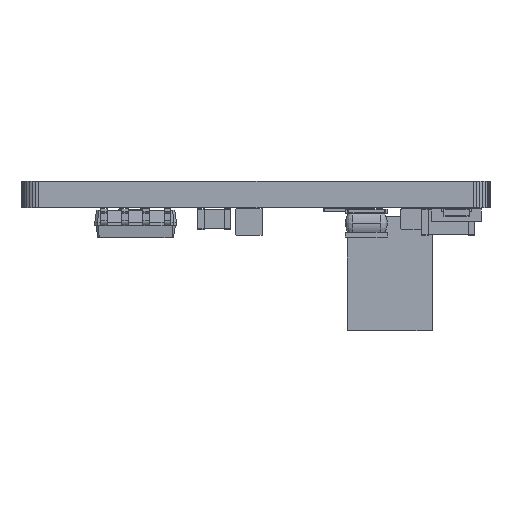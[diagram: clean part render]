
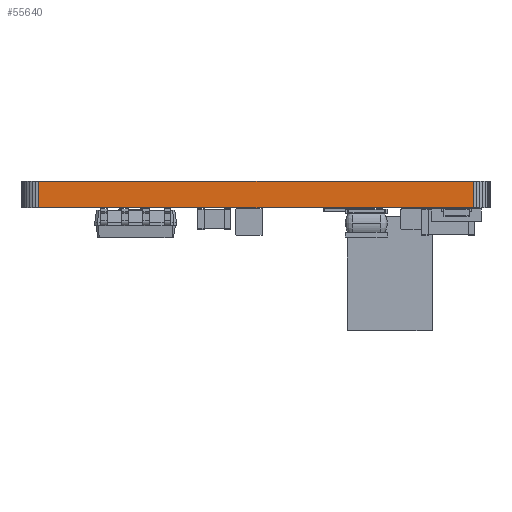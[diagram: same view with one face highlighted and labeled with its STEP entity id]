
A CAD part, left-side view. The second image highlights one B-rep face of the part: STEP entity #55640.
In plain terms, the highlighted planar face has unit normal (-1, 0, 0).
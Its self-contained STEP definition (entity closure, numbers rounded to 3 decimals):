
#49274 = PLANE('',#49275);
#49275 = AXIS2_PLACEMENT_3D('',#49276,#49277,#49278);
#49276 = CARTESIAN_POINT('',(4.,0.,1.58));
#49277 = DIRECTION('',(-0.,-0.,-1.));
#49278 = DIRECTION('',(-1.,0.,0.));
#49328 = PLANE('',#49329);
#49329 = AXIS2_PLACEMENT_3D('',#49330,#49331,#49332);
#49330 = CARTESIAN_POINT('',(4.,0.,0.));
#49331 = DIRECTION('',(-0.,-0.,-1.));
#49332 = DIRECTION('',(-1.,0.,0.));
#50109 = VERTEX_POINT('',#50110);
#50110 = CARTESIAN_POINT('',(-14.,-13.,0.));
#50124 = PLANE('',#50125);
#50125 = AXIS2_PLACEMENT_3D('',#50126,#50127,#50128);
#50126 = CARTESIAN_POINT('',(-13.981,-13.195,0.));
#50127 = DIRECTION('',(-0.995,-0.098,0.));
#50128 = DIRECTION('',(-0.098,0.995,0.));
#50136 = EDGE_CURVE('',#50109,#50137,#50139,.T.);
#50137 = VERTEX_POINT('',#50138);
#50138 = CARTESIAN_POINT('',(-14.,13.,0.));
#50139 = SURFACE_CURVE('',#50140,(#50144,#50151),.PCURVE_S1.);
#50140 = LINE('',#50141,#50142);
#50141 = CARTESIAN_POINT('',(-14.,-13.,0.));
#50142 = VECTOR('',#50143,1.);
#50143 = DIRECTION('',(0.,1.,0.));
#50144 = PCURVE('',#49328,#50145);
#50145 = DEFINITIONAL_REPRESENTATION('',(#50146),#50150);
#50146 = LINE('',#50147,#50148);
#50147 = CARTESIAN_POINT('',(18.,-13.));
#50148 = VECTOR('',#50149,1.);
#50149 = DIRECTION('',(0.,1.));
#50150 = ( GEOMETRIC_REPRESENTATION_CONTEXT(2) 
PARAMETRIC_REPRESENTATION_CONTEXT() REPRESENTATION_CONTEXT('2D SPACE',''
  ) );
#50151 = PCURVE('',#50152,#50157);
#50152 = PLANE('',#50153);
#50153 = AXIS2_PLACEMENT_3D('',#50154,#50155,#50156);
#50154 = CARTESIAN_POINT('',(-14.,-13.,0.));
#50155 = DIRECTION('',(-1.,0.,0.));
#50156 = DIRECTION('',(0.,1.,0.));
#50157 = DEFINITIONAL_REPRESENTATION('',(#50158),#50162);
#50158 = LINE('',#50159,#50160);
#50159 = CARTESIAN_POINT('',(0.,0.));
#50160 = VECTOR('',#50161,1.);
#50161 = DIRECTION('',(1.,0.));
#50162 = ( GEOMETRIC_REPRESENTATION_CONTEXT(2) 
PARAMETRIC_REPRESENTATION_CONTEXT() REPRESENTATION_CONTEXT('2D SPACE',''
  ) );
#50180 = PLANE('',#50181);
#50181 = AXIS2_PLACEMENT_3D('',#50182,#50183,#50184);
#50182 = CARTESIAN_POINT('',(-14.,13.,0.));
#50183 = DIRECTION('',(-0.995,0.098,0.));
#50184 = DIRECTION('',(0.098,0.995,0.));
#53108 = VERTEX_POINT('',#53109);
#53109 = CARTESIAN_POINT('',(-14.,-13.,1.58));
#53130 = EDGE_CURVE('',#53108,#53131,#53133,.T.);
#53131 = VERTEX_POINT('',#53132);
#53132 = CARTESIAN_POINT('',(-14.,13.,1.58));
#53133 = SURFACE_CURVE('',#53134,(#53138,#53145),.PCURVE_S1.);
#53134 = LINE('',#53135,#53136);
#53135 = CARTESIAN_POINT('',(-14.,-13.,1.58));
#53136 = VECTOR('',#53137,1.);
#53137 = DIRECTION('',(0.,1.,0.));
#53138 = PCURVE('',#49274,#53139);
#53139 = DEFINITIONAL_REPRESENTATION('',(#53140),#53144);
#53140 = LINE('',#53141,#53142);
#53141 = CARTESIAN_POINT('',(18.,-13.));
#53142 = VECTOR('',#53143,1.);
#53143 = DIRECTION('',(0.,1.));
#53144 = ( GEOMETRIC_REPRESENTATION_CONTEXT(2) 
PARAMETRIC_REPRESENTATION_CONTEXT() REPRESENTATION_CONTEXT('2D SPACE',''
  ) );
#53145 = PCURVE('',#50152,#53146);
#53146 = DEFINITIONAL_REPRESENTATION('',(#53147),#53151);
#53147 = LINE('',#53148,#53149);
#53148 = CARTESIAN_POINT('',(0.,-1.58));
#53149 = VECTOR('',#53150,1.);
#53150 = DIRECTION('',(1.,0.));
#53151 = ( GEOMETRIC_REPRESENTATION_CONTEXT(2) 
PARAMETRIC_REPRESENTATION_CONTEXT() REPRESENTATION_CONTEXT('2D SPACE',''
  ) );
#55590 = EDGE_CURVE('',#50137,#53131,#55591,.T.);
#55591 = SURFACE_CURVE('',#55592,(#55596,#55603),.PCURVE_S1.);
#55592 = LINE('',#55593,#55594);
#55593 = CARTESIAN_POINT('',(-14.,13.,0.));
#55594 = VECTOR('',#55595,1.);
#55595 = DIRECTION('',(0.,0.,1.));
#55596 = PCURVE('',#50180,#55597);
#55597 = DEFINITIONAL_REPRESENTATION('',(#55598),#55602);
#55598 = LINE('',#55599,#55600);
#55599 = CARTESIAN_POINT('',(0.,0.));
#55600 = VECTOR('',#55601,1.);
#55601 = DIRECTION('',(0.,-1.));
#55602 = ( GEOMETRIC_REPRESENTATION_CONTEXT(2) 
PARAMETRIC_REPRESENTATION_CONTEXT() REPRESENTATION_CONTEXT('2D SPACE',''
  ) );
#55603 = PCURVE('',#50152,#55604);
#55604 = DEFINITIONAL_REPRESENTATION('',(#55605),#55609);
#55605 = LINE('',#55606,#55607);
#55606 = CARTESIAN_POINT('',(26.,0.));
#55607 = VECTOR('',#55608,1.);
#55608 = DIRECTION('',(0.,-1.));
#55609 = ( GEOMETRIC_REPRESENTATION_CONTEXT(2) 
PARAMETRIC_REPRESENTATION_CONTEXT() REPRESENTATION_CONTEXT('2D SPACE',''
  ) );
#55640 = ADVANCED_FACE('',(#55641),#50152,.T.);
#55641 = FACE_BOUND('',#55642,.T.);
#55642 = EDGE_LOOP('',(#55643,#55664,#55665,#55666));
#55643 = ORIENTED_EDGE('',*,*,#55644,.T.);
#55644 = EDGE_CURVE('',#50109,#53108,#55645,.T.);
#55645 = SURFACE_CURVE('',#55646,(#55650,#55657),.PCURVE_S1.);
#55646 = LINE('',#55647,#55648);
#55647 = CARTESIAN_POINT('',(-14.,-13.,0.));
#55648 = VECTOR('',#55649,1.);
#55649 = DIRECTION('',(0.,0.,1.));
#55650 = PCURVE('',#50152,#55651);
#55651 = DEFINITIONAL_REPRESENTATION('',(#55652),#55656);
#55652 = LINE('',#55653,#55654);
#55653 = CARTESIAN_POINT('',(0.,0.));
#55654 = VECTOR('',#55655,1.);
#55655 = DIRECTION('',(0.,-1.));
#55656 = ( GEOMETRIC_REPRESENTATION_CONTEXT(2) 
PARAMETRIC_REPRESENTATION_CONTEXT() REPRESENTATION_CONTEXT('2D SPACE',''
  ) );
#55657 = PCURVE('',#50124,#55658);
#55658 = DEFINITIONAL_REPRESENTATION('',(#55659),#55663);
#55659 = LINE('',#55660,#55661);
#55660 = CARTESIAN_POINT('',(0.196,0.));
#55661 = VECTOR('',#55662,1.);
#55662 = DIRECTION('',(0.,-1.));
#55663 = ( GEOMETRIC_REPRESENTATION_CONTEXT(2) 
PARAMETRIC_REPRESENTATION_CONTEXT() REPRESENTATION_CONTEXT('2D SPACE',''
  ) );
#55664 = ORIENTED_EDGE('',*,*,#53130,.T.);
#55665 = ORIENTED_EDGE('',*,*,#55590,.F.);
#55666 = ORIENTED_EDGE('',*,*,#50136,.F.);
